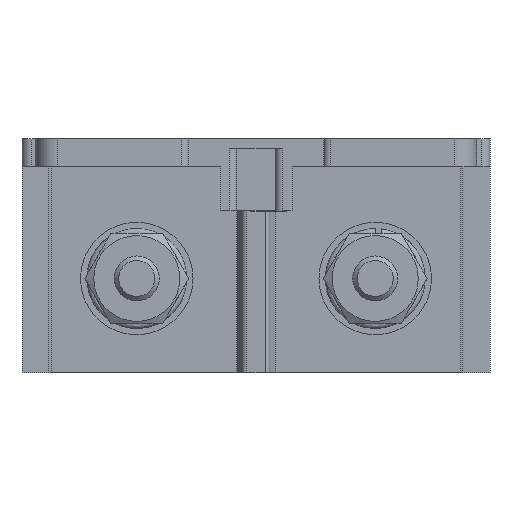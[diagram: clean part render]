
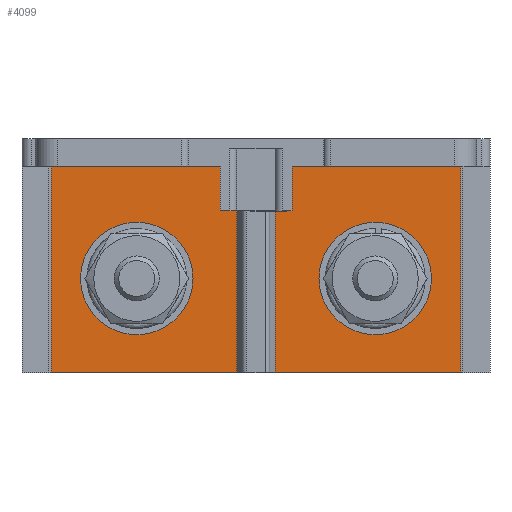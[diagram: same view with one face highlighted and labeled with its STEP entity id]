
A CAD part, front view. The second image highlights one B-rep face of the part: STEP entity #4099.
In plain terms, the highlighted planar face has unit normal (0, -1, 0).
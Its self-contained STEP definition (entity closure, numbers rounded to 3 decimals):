
#229=CIRCLE('',#4317,4.774);
#230=CIRCLE('',#4319,4.774);
#960=ORIENTED_EDGE('',*,*,#1442,.T.);
#961=ORIENTED_EDGE('',*,*,#1441,.T.);
#962=ORIENTED_EDGE('',*,*,#1449,.T.);
#963=ORIENTED_EDGE('',*,*,#1094,.T.);
#964=ORIENTED_EDGE('',*,*,#1448,.T.);
#965=ORIENTED_EDGE('',*,*,#1447,.T.);
#1094=EDGE_CURVE('',#1516,#1515,#1804,.T.);
#1441=EDGE_CURVE('',#1750,#1750,#229,.T.);
#1442=EDGE_CURVE('',#1751,#1751,#230,.T.);
#1447=EDGE_CURVE('',#1752,#1753,#2035,.T.);
#1448=EDGE_CURVE('',#1515,#1752,#2036,.T.);
#1449=EDGE_CURVE('',#1753,#1516,#2037,.T.);
#1515=VERTEX_POINT('',#5087);
#1516=VERTEX_POINT('',#5089);
#1750=VERTEX_POINT('',#6260);
#1751=VERTEX_POINT('',#6263);
#1752=VERTEX_POINT('',#6270);
#1753=VERTEX_POINT('',#6272);
#1804=LINE('',#5088,#2062);
#2035=LINE('',#6273,#2293);
#2036=LINE('',#6275,#2294);
#2037=LINE('',#6277,#2295);
#2062=VECTOR('',#4375,1000.);
#2293=VECTOR('',#4978,1000.);
#2294=VECTOR('',#4981,1000.);
#2295=VECTOR('',#4984,1000.);
#2462=EDGE_LOOP('',(#960));
#2463=EDGE_LOOP('',(#961));
#2464=EDGE_LOOP('',(#962,#963,#964,#965));
#2656=FACE_BOUND('',#2462,.T.);
#2657=FACE_BOUND('',#2463,.T.);
#2658=FACE_BOUND('',#2464,.T.);
#2791=PLANE('',#4324);
#4099=ADVANCED_FACE('',(#2656,#2657,#2658),#2791,.T.);
#4317=AXIS2_PLACEMENT_3D('',#6259,#4962,#4963);
#4319=AXIS2_PLACEMENT_3D('',#6262,#4966,#4967);
#4324=AXIS2_PLACEMENT_3D('',#6276,#4982,#4983);
#4375=DIRECTION('',(-1.,0.,0.));
#4962=DIRECTION('',(0.,1.,0.));
#4963=DIRECTION('',(-0.866,0.,0.5));
#4966=DIRECTION('',(0.,1.,0.));
#4967=DIRECTION('',(-0.866,0.,0.5));
#4978=DIRECTION('',(1.,0.,0.));
#4981=DIRECTION('',(0.,0.,-1.));
#4982=DIRECTION('',(0.,-1.,0.));
#4983=DIRECTION('',(1.,0.,0.));
#4984=DIRECTION('',(0.,0.,1.));
#5087=CARTESIAN_POINT('',(-22.75,-5.4,-3.));
#5088=CARTESIAN_POINT('',(-46.312,-5.4,-3.));
#5089=CARTESIAN_POINT('',(22.75,-5.4,-3.));
#6259=CARTESIAN_POINT('',(13.25,-5.4,-15.5));
#6260=CARTESIAN_POINT('',(9.116,-5.4,-13.113));
#6262=CARTESIAN_POINT('',(-13.25,-5.4,-15.5));
#6263=CARTESIAN_POINT('',(-17.384,-5.4,-13.113));
#6270=CARTESIAN_POINT('',(-22.75,-5.4,-26.));
#6272=CARTESIAN_POINT('',(22.75,-5.4,-26.));
#6273=CARTESIAN_POINT('',(-22.75,-5.4,-26.));
#6275=CARTESIAN_POINT('',(-22.75,-5.4,-6.));
#6276=CARTESIAN_POINT('',(0.,-5.4,-15.5));
#6277=CARTESIAN_POINT('',(22.75,-5.4,-25.));
